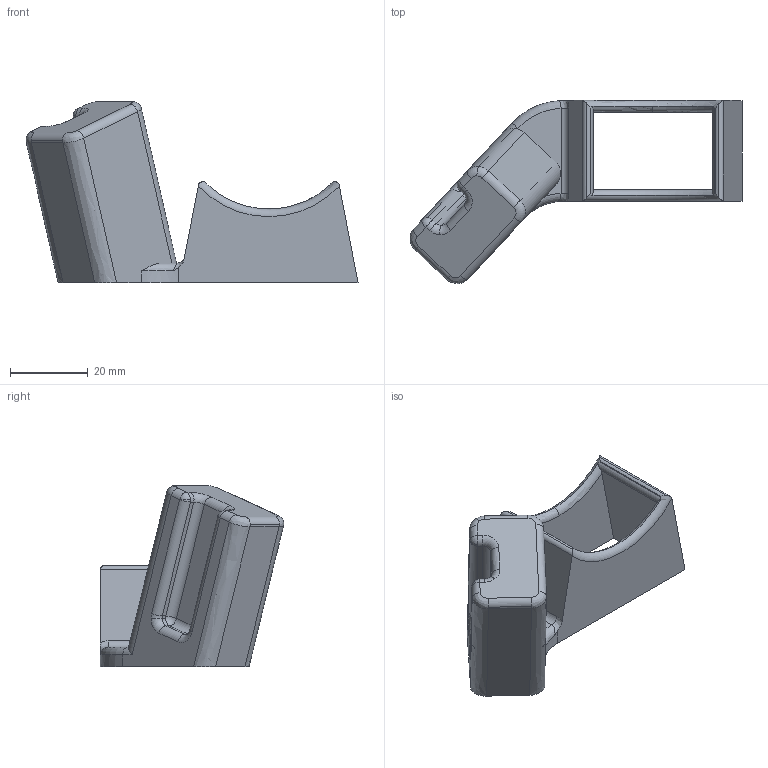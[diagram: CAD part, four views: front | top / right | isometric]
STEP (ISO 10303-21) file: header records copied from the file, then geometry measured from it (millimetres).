
FILE_DESCRIPTION (( 'STEP AP214' ), '1' );
FILE_NAME ('Elegoo Mars 2 Pro Drip Bed Left Attachment.STEP', '2023-01-06T15:00:29', ( '' ), ( '' ), 'SwSTEP 2.0', 'SolidWorks 2022', '' );
FILE_SCHEMA (( 'AUTOMOTIVE_DESIGN' ));
Length unit declared in the file: millimetre
Products named in the file (1): Elegoo Mars 2 Pro Drip Bed Left Attachment
Bounding box: 85.64 x 47.27 x 46.7 mm (x, y, z)
Volume: 31573.8 mm3; surface area: 11737.1 mm2
Topology: 1 solids, 1 shells, 81 faces, 212 edges, 129 vertices
Faces by surface type: cylinder 35, plane 19, torus 16, bspline 6, sphere 5
Entity records: 2867 total; most frequent: CARTESIAN_POINT 915, ORIENTED_EDGE 414, DIRECTION 399, EDGE_CURVE 207, AXIS2_PLACEMENT_3D 157, VERTEX_POINT 127, VECTOR 85, LINE 85
